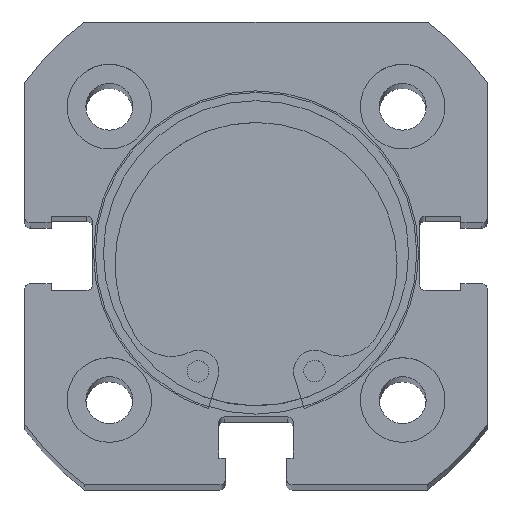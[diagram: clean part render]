
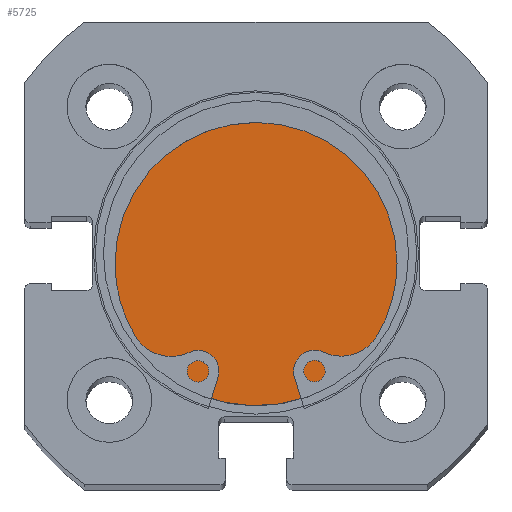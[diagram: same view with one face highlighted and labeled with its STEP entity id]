
A CAD part, top view. The second image highlights one B-rep face of the part: STEP entity #5725.
In plain terms, the highlighted face is planar.
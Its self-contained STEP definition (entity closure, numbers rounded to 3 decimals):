
#63 = CIRCLE ( 'NONE', #2715, 13.5 ) ;
#99 = CIRCLE ( 'NONE', #2727, 13.5 ) ;
#657 = FACE_OUTER_BOUND ( 'NONE', #5373, .T. ) ;
#1234 = CARTESIAN_POINT ( 'NONE',  ( 6., 0., 13.5 ) ) ;
#1273 = CARTESIAN_POINT ( 'NONE',  ( 6., 0., -13.5 ) ) ;
#2035 = CARTESIAN_POINT ( 'NONE',  ( 6., 13.5, 0. ) ) ;
#2036 = PLANE ( 'NONE',  #2985 ) ;
#2038 = DIRECTION ( 'NONE',  ( -1., 0., 0. ) ) ;
#2039 = DIRECTION ( 'NONE',  ( 0., 0., 1. ) ) ;
#2473 = EDGE_CURVE ( 'NONE', #3939, #3997, #63, .T. ) ;
#2500 = EDGE_CURVE ( 'NONE', #3997, #3939, #99, .T. ) ;
#2715 = AXIS2_PLACEMENT_3D ( 'NONE', #3540, #3304, #3527 ) ;
#2727 = AXIS2_PLACEMENT_3D ( 'NONE', #3128, #3078, #3114 ) ;
#2985 = AXIS2_PLACEMENT_3D ( 'NONE', #2035, #2038, #2039 ) ;
#3078 = DIRECTION ( 'NONE',  ( -1., 0., 0. ) ) ;
#3114 = DIRECTION ( 'NONE',  ( 0., 0., 1. ) ) ;
#3128 = CARTESIAN_POINT ( 'NONE',  ( 6., 0., 0. ) ) ;
#3304 = DIRECTION ( 'NONE',  ( -1., 0., 0. ) ) ;
#3527 = DIRECTION ( 'NONE',  ( 0., 0., 1. ) ) ;
#3540 = CARTESIAN_POINT ( 'NONE',  ( 6., 0., 0. ) ) ;
#3939 = VERTEX_POINT ( 'NONE', #1234 ) ;
#3997 = VERTEX_POINT ( 'NONE', #1273 ) ;
#4121 = ORIENTED_EDGE ( 'NONE', *, *, #2500, .F. ) ;
#4122 = ORIENTED_EDGE ( 'NONE', *, *, #2473, .F. ) ;
#5373 = EDGE_LOOP ( 'NONE', ( #4122, #4121 ) ) ;
#5725 = ADVANCED_FACE ( 'NONE', ( #657 ), #2036, .F. ) ;
